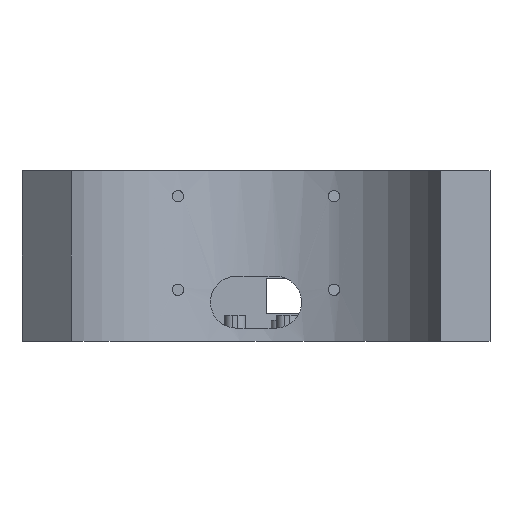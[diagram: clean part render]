
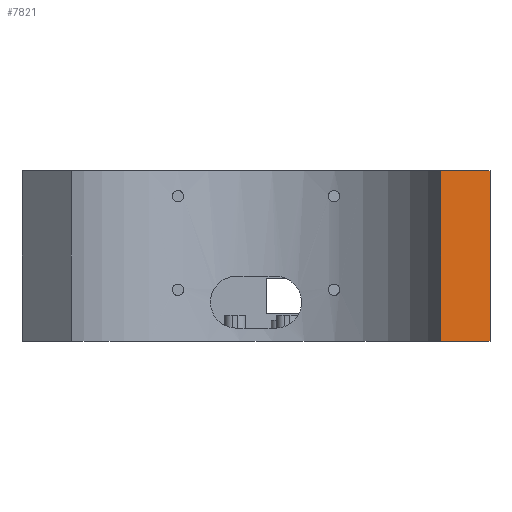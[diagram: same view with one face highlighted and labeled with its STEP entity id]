
A CAD part, left-side view. The second image highlights one B-rep face of the part: STEP entity #7821.
In plain terms, the highlighted planar face has unit normal (-0.707, -0.707, 0).
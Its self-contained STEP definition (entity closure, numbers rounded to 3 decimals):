
#77 = CYLINDRICAL_SURFACE('',#78,75.2);
#78 = AXIS2_PLACEMENT_3D('',#79,#80,#81);
#79 = CARTESIAN_POINT('',(0.,0.,0.));
#80 = DIRECTION('',(-0.,-0.,-1.));
#81 = DIRECTION('',(1.,0.,0.));
#1571 = EDGE_CURVE('',#1572,#1574,#1576,.T.);
#1572 = VERTEX_POINT('',#1573);
#1573 = CARTESIAN_POINT('',(24.4,-71.131,0.));
#1574 = VERTEX_POINT('',#1575);
#1575 = CARTESIAN_POINT('',(24.4,-71.131,65.5));
#1576 = SURFACE_CURVE('',#1577,(#1581,#1588),.PCURVE_S1.);
#1577 = LINE('',#1578,#1579);
#1578 = CARTESIAN_POINT('',(24.4,-71.131,0.));
#1579 = VECTOR('',#1580,1.);
#1580 = DIRECTION('',(0.,0.,1.));
#1581 = PCURVE('',#77,#1582);
#1582 = DEFINITIONAL_REPRESENTATION('',(#1583),#1587);
#1583 = LINE('',#1584,#1585);
#1584 = CARTESIAN_POINT('',(-5.043,0.));
#1585 = VECTOR('',#1586,1.);
#1586 = DIRECTION('',(-0.,-1.));
#1587 = ( GEOMETRIC_REPRESENTATION_CONTEXT(2) 
PARAMETRIC_REPRESENTATION_CONTEXT() REPRESENTATION_CONTEXT('2D SPACE',''
  ) );
#1588 = PCURVE('',#1589,#1594);
#1589 = PLANE('',#1590);
#1590 = AXIS2_PLACEMENT_3D('',#1591,#1592,#1593);
#1591 = CARTESIAN_POINT('',(43.269,-90.,0.));
#1592 = DIRECTION('',(-0.707,-0.707,0.));
#1593 = DIRECTION('',(-0.707,0.707,0.));
#1594 = DEFINITIONAL_REPRESENTATION('',(#1595),#1599);
#1595 = LINE('',#1596,#1597);
#1596 = CARTESIAN_POINT('',(26.684,0.));
#1597 = VECTOR('',#1598,1.);
#1598 = DIRECTION('',(0.,-1.));
#1599 = ( GEOMETRIC_REPRESENTATION_CONTEXT(2) 
PARAMETRIC_REPRESENTATION_CONTEXT() REPRESENTATION_CONTEXT('2D SPACE',''
  ) );
#1618 = PLANE('',#1619);
#1619 = AXIS2_PLACEMENT_3D('',#1620,#1621,#1622);
#1620 = CARTESIAN_POINT('',(126.949,0.,65.5));
#1621 = DIRECTION('',(-0.,-0.,-1.));
#1622 = DIRECTION('',(-1.,0.,0.));
#1677 = PLANE('',#1678);
#1678 = AXIS2_PLACEMENT_3D('',#1679,#1680,#1681);
#1679 = CARTESIAN_POINT('',(126.949,0.,0.));
#1680 = DIRECTION('',(-0.,-0.,-1.));
#1681 = DIRECTION('',(-1.,0.,0.));
#7821 = ADVANCED_FACE('',(#7822),#1589,.T.);
#7822 = FACE_BOUND('',#7823,.T.);
#7823 = EDGE_LOOP('',(#7824,#7854,#7875,#7876));
#7824 = ORIENTED_EDGE('',*,*,#7825,.T.);
#7825 = EDGE_CURVE('',#7826,#7828,#7830,.T.);
#7826 = VERTEX_POINT('',#7827);
#7827 = CARTESIAN_POINT('',(43.269,-90.,0.));
#7828 = VERTEX_POINT('',#7829);
#7829 = CARTESIAN_POINT('',(43.269,-90.,65.5));
#7830 = SURFACE_CURVE('',#7831,(#7835,#7842),.PCURVE_S1.);
#7831 = LINE('',#7832,#7833);
#7832 = CARTESIAN_POINT('',(43.269,-90.,0.));
#7833 = VECTOR('',#7834,1.);
#7834 = DIRECTION('',(0.,0.,1.));
#7835 = PCURVE('',#1589,#7836);
#7836 = DEFINITIONAL_REPRESENTATION('',(#7837),#7841);
#7837 = LINE('',#7838,#7839);
#7838 = CARTESIAN_POINT('',(0.,0.));
#7839 = VECTOR('',#7840,1.);
#7840 = DIRECTION('',(0.,-1.));
#7841 = ( GEOMETRIC_REPRESENTATION_CONTEXT(2) 
PARAMETRIC_REPRESENTATION_CONTEXT() REPRESENTATION_CONTEXT('2D SPACE',''
  ) );
#7842 = PCURVE('',#7843,#7848);
#7843 = PLANE('',#7844);
#7844 = AXIS2_PLACEMENT_3D('',#7845,#7846,#7847);
#7845 = CARTESIAN_POINT('',(219.4,-90.,0.));
#7846 = DIRECTION('',(0.,-1.,0.));
#7847 = DIRECTION('',(-1.,0.,0.));
#7848 = DEFINITIONAL_REPRESENTATION('',(#7849),#7853);
#7849 = LINE('',#7850,#7851);
#7850 = CARTESIAN_POINT('',(176.131,0.));
#7851 = VECTOR('',#7852,1.);
#7852 = DIRECTION('',(0.,-1.));
#7853 = ( GEOMETRIC_REPRESENTATION_CONTEXT(2) 
PARAMETRIC_REPRESENTATION_CONTEXT() REPRESENTATION_CONTEXT('2D SPACE',''
  ) );
#7854 = ORIENTED_EDGE('',*,*,#7855,.T.);
#7855 = EDGE_CURVE('',#7828,#1574,#7856,.T.);
#7856 = SURFACE_CURVE('',#7857,(#7861,#7868),.PCURVE_S1.);
#7857 = LINE('',#7858,#7859);
#7858 = CARTESIAN_POINT('',(43.269,-90.,65.5));
#7859 = VECTOR('',#7860,1.);
#7860 = DIRECTION('',(-0.707,0.707,0.));
#7861 = PCURVE('',#1589,#7862);
#7862 = DEFINITIONAL_REPRESENTATION('',(#7863),#7867);
#7863 = LINE('',#7864,#7865);
#7864 = CARTESIAN_POINT('',(0.,-65.5));
#7865 = VECTOR('',#7866,1.);
#7866 = DIRECTION('',(1.,0.));
#7867 = ( GEOMETRIC_REPRESENTATION_CONTEXT(2) 
PARAMETRIC_REPRESENTATION_CONTEXT() REPRESENTATION_CONTEXT('2D SPACE',''
  ) );
#7868 = PCURVE('',#1618,#7869);
#7869 = DEFINITIONAL_REPRESENTATION('',(#7870),#7874);
#7870 = LINE('',#7871,#7872);
#7871 = CARTESIAN_POINT('',(83.681,-90.));
#7872 = VECTOR('',#7873,1.);
#7873 = DIRECTION('',(0.707,0.707));
#7874 = ( GEOMETRIC_REPRESENTATION_CONTEXT(2) 
PARAMETRIC_REPRESENTATION_CONTEXT() REPRESENTATION_CONTEXT('2D SPACE',''
  ) );
#7875 = ORIENTED_EDGE('',*,*,#1571,.F.);
#7876 = ORIENTED_EDGE('',*,*,#7877,.F.);
#7877 = EDGE_CURVE('',#7826,#1572,#7878,.T.);
#7878 = SURFACE_CURVE('',#7879,(#7883,#7890),.PCURVE_S1.);
#7879 = LINE('',#7880,#7881);
#7880 = CARTESIAN_POINT('',(43.269,-90.,0.));
#7881 = VECTOR('',#7882,1.);
#7882 = DIRECTION('',(-0.707,0.707,0.));
#7883 = PCURVE('',#1589,#7884);
#7884 = DEFINITIONAL_REPRESENTATION('',(#7885),#7889);
#7885 = LINE('',#7886,#7887);
#7886 = CARTESIAN_POINT('',(0.,0.));
#7887 = VECTOR('',#7888,1.);
#7888 = DIRECTION('',(1.,0.));
#7889 = ( GEOMETRIC_REPRESENTATION_CONTEXT(2) 
PARAMETRIC_REPRESENTATION_CONTEXT() REPRESENTATION_CONTEXT('2D SPACE',''
  ) );
#7890 = PCURVE('',#1677,#7891);
#7891 = DEFINITIONAL_REPRESENTATION('',(#7892),#7896);
#7892 = LINE('',#7893,#7894);
#7893 = CARTESIAN_POINT('',(83.681,-90.));
#7894 = VECTOR('',#7895,1.);
#7895 = DIRECTION('',(0.707,0.707));
#7896 = ( GEOMETRIC_REPRESENTATION_CONTEXT(2) 
PARAMETRIC_REPRESENTATION_CONTEXT() REPRESENTATION_CONTEXT('2D SPACE',''
  ) );
